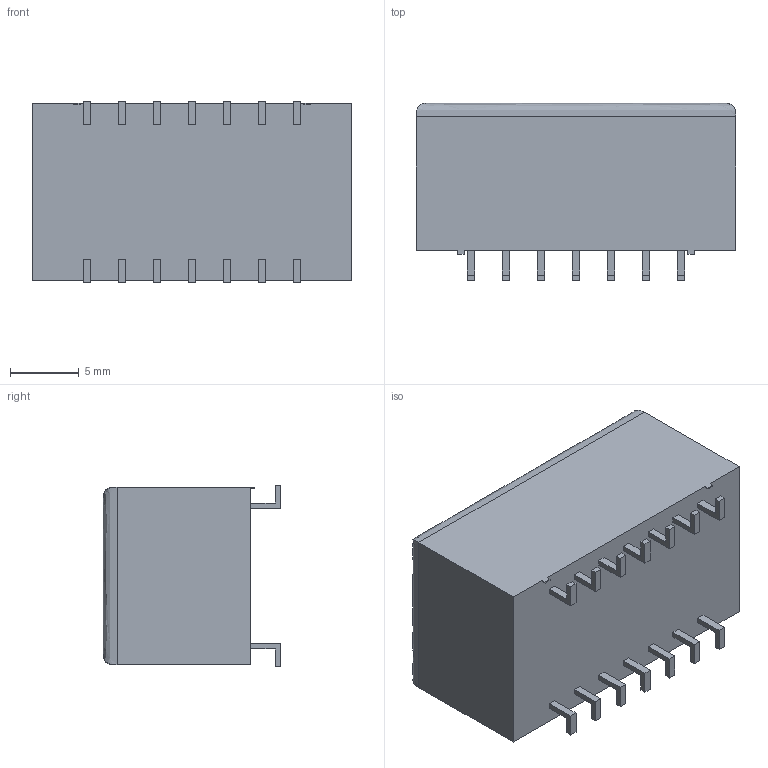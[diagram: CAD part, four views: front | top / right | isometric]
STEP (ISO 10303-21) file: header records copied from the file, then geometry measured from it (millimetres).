
FILE_DESCRIPTION (( 'STEP AP214' ), '1' );
FILE_NAME ('CFS_KD14MDC_A58_L23.2L24.08W12.9H10.7S10LL2.2.STEP', '2023-12-19T23:15:58', ( '' ), ( '' ), 'SwSTEP 2.0', 'SolidWorks 2021', '' );
FILE_SCHEMA (( 'AUTOMOTIVE_DESIGN' ));
Length unit declared in the file: millimetre
Products named in the file (1): CFS_KD14MDC_A58_L23.2L24.08W12.9H10.7S10LL2.2
Bounding box: 23.2 x 12.9 x 13.2 mm (x, y, z)
Volume: 3204.9 mm3; surface area: 1454.2 mm2
Topology: 4 solids, 4 shells, 173 faces, 449 edges, 298 vertices
Faces by surface type: plane 169, bspline 4
Entity records: 7319 total; most frequent: CARTESIAN_POINT 1145, ORIENTED_EDGE 898, DIRECTION 777, EDGE_CURVE 449, LINE 437, VECTOR 437, VERTEX_POINT 298, EDGE_LOOP 187
